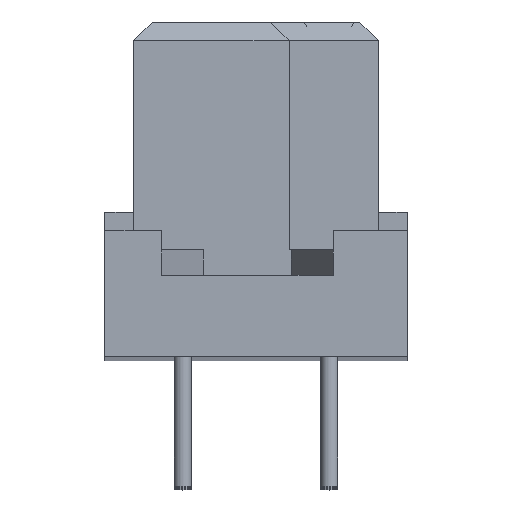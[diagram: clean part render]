
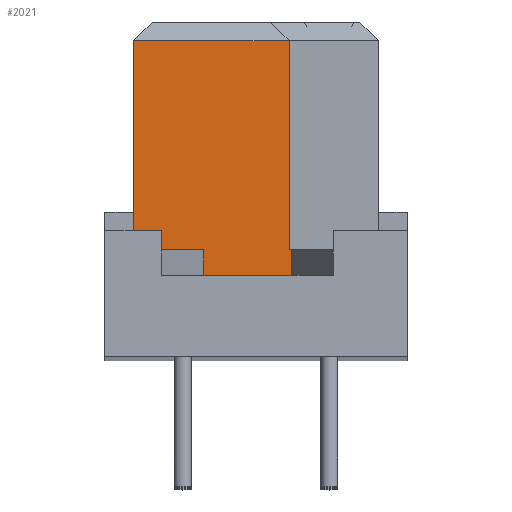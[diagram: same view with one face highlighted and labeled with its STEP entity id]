
A CAD part, top view. The second image highlights one B-rep face of the part: STEP entity #2021.
In plain terms, the highlighted planar face has unit normal (0, 0, 1).
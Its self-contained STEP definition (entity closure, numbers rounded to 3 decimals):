
#2021=ADVANCED_FACE('',(#2505),#2264,.T.);
#2264=PLANE('',#6414);
#2505=FACE_OUTER_BOUND('',#2842,.T.);
#2842=EDGE_LOOP('',(#3936,#3937,#3938,#3939,#3940,#3941,#3942,#3943));
#3936=ORIENTED_EDGE('',*,*,#5028,.T.);
#3937=ORIENTED_EDGE('',*,*,#5029,.T.);
#3938=ORIENTED_EDGE('',*,*,#5030,.T.);
#3939=ORIENTED_EDGE('',*,*,#5031,.T.);
#3940=ORIENTED_EDGE('',*,*,#4974,.T.);
#3941=ORIENTED_EDGE('',*,*,#4984,.F.);
#3942=ORIENTED_EDGE('',*,*,#5023,.F.);
#3943=ORIENTED_EDGE('',*,*,#5025,.T.);
#4431=VERTEX_POINT('',#8749);
#4432=VERTEX_POINT('',#8750);
#4436=VERTEX_POINT('',#8767);
#4455=VERTEX_POINT('',#8840);
#4456=VERTEX_POINT('',#8844);
#4457=VERTEX_POINT('',#8849);
#4458=VERTEX_POINT('',#8853);
#4459=VERTEX_POINT('',#8855);
#4974=EDGE_CURVE('',#4431,#4432,#5492,.T.);
#4984=EDGE_CURVE('',#4436,#4432,#5502,.T.);
#5023=EDGE_CURVE('',#4455,#4436,#5541,.T.);
#5025=EDGE_CURVE('',#4455,#4456,#5543,.T.);
#5028=EDGE_CURVE('',#4456,#4457,#5546,.T.);
#5029=EDGE_CURVE('',#4457,#4458,#5547,.T.);
#5030=EDGE_CURVE('',#4458,#4459,#5548,.T.);
#5031=EDGE_CURVE('',#4459,#4431,#5549,.T.);
#5492=LINE('',#8748,#6008);
#5502=LINE('',#8768,#6018);
#5541=LINE('',#8841,#6057);
#5543=LINE('',#8845,#6059);
#5546=LINE('',#8850,#6062);
#5547=LINE('',#8852,#6063);
#5548=LINE('',#8854,#6064);
#5549=LINE('',#8856,#6065);
#6008=VECTOR('',#7479,1.);
#6018=VECTOR('',#7497,1.);
#6057=VECTOR('',#7566,1.);
#6059=VECTOR('',#7570,1.);
#6062=VECTOR('',#7575,1.);
#6063=VECTOR('',#7578,1.);
#6064=VECTOR('',#7579,1.);
#6065=VECTOR('',#7580,1.);
#6414=AXIS2_PLACEMENT_3D('',#8857,#7581,#7582);
#7479=DIRECTION('',(0.,1.,0.));
#7497=DIRECTION('',(1.,0.,0.));
#7566=DIRECTION('',(0.,1.,0.));
#7570=DIRECTION('',(1.,0.,0.));
#7575=DIRECTION('',(0.,-1.,0.));
#7578=DIRECTION('',(1.,0.,0.));
#7579=DIRECTION('',(0.,1.,0.));
#7580=DIRECTION('',(-1.,0.,0.));
#7581=DIRECTION('',(0.,0.,1.));
#7582=DIRECTION('',(0.,-1.,0.));
#8748=CARTESIAN_POINT('',(6.4,3.7,89.95));
#8749=CARTESIAN_POINT('',(6.4,3.7,89.95));
#8750=CARTESIAN_POINT('',(6.4,10.95,89.95));
#8767=CARTESIAN_POINT('',(1.,10.95,89.95));
#8768=CARTESIAN_POINT('',(1.,10.95,89.95));
#8840=CARTESIAN_POINT('',(1.,3.7,89.95));
#8841=CARTESIAN_POINT('',(1.,3.7,89.95));
#8844=CARTESIAN_POINT('',(3.418,3.7,89.95));
#8845=CARTESIAN_POINT('',(1.,3.7,89.95));
#8849=CARTESIAN_POINT('',(3.418,2.8,89.95));
#8850=CARTESIAN_POINT('',(3.418,3.7,89.95));
#8852=CARTESIAN_POINT('',(3.418,2.8,89.95));
#8853=CARTESIAN_POINT('',(6.482,2.8,89.95));
#8854=CARTESIAN_POINT('',(6.482,2.8,89.95));
#8855=CARTESIAN_POINT('',(6.482,3.7,89.95));
#8856=CARTESIAN_POINT('',(6.482,3.7,89.95));
#8857=CARTESIAN_POINT('',(0.89,11.05,89.95));
